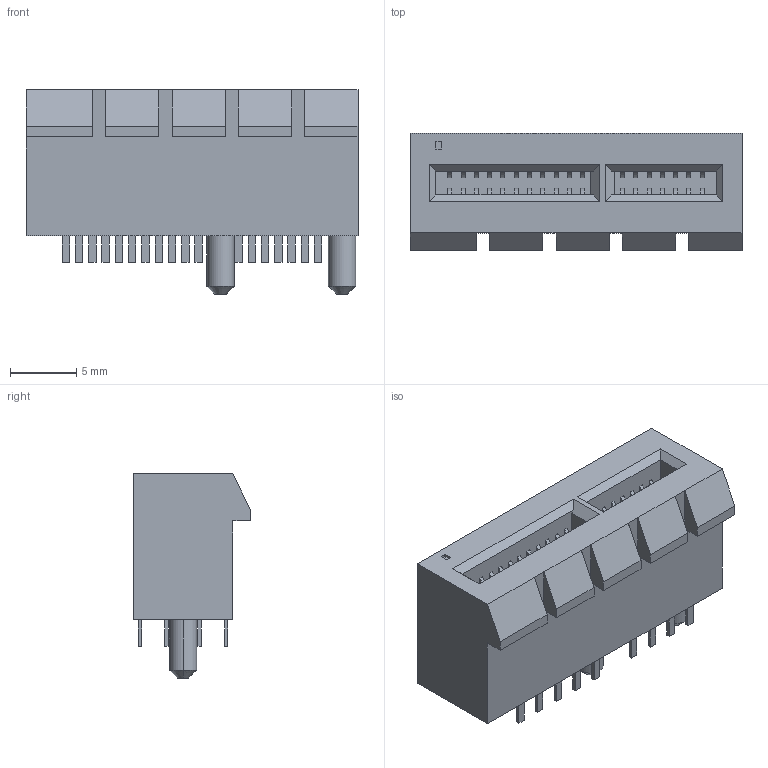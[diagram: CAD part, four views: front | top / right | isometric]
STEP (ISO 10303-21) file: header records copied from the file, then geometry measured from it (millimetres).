
FILE_DESCRIPTION((''),'2;1');
FILE_NAME('C-1871058-1','2015-08-13T',('workeradm'),('Tyco Electronics Ltd.'),'PRO/ENGINEER BY PARAMETRIC TECHNOLOGY CORPORATION, 2014090','PRO/ENGINEER BY PARAMETRIC TECHNOLOGY CORPORATION, 2014090','');
FILE_SCHEMA(('AUTOMOTIVE_DESIGN { 1 0 10303 214 1 1 1 1 }'));
Length unit declared in the file: millimetre
Products named in the file (1): C-1871058-1
Bounding box: 25 x 8.85 x 15.4 mm (x, y, z)
Volume: 1899 mm3; surface area: 1716.5 mm2
Topology: 1 solids, 1 shells, 386 faces, 905 edges, 598 vertices
Faces by surface type: plane 306, cylinder 76, cone 4
Entity records: 11113 total; most frequent: CARTESIAN_POINT 1891, DIRECTION 1833, ORIENTED_EDGE 1810, EDGE_CURVE 905, VECTOR 749, LINE 749, VERTEX_POINT 598, AXIS2_PLACEMENT_3D 542
